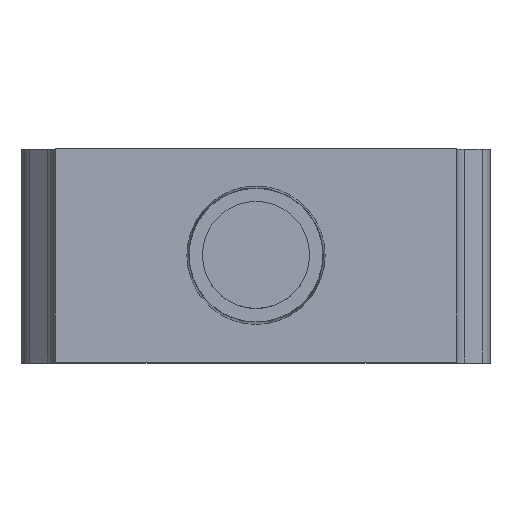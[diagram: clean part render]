
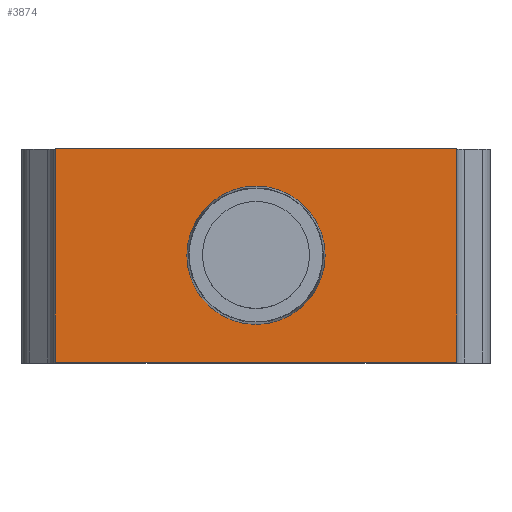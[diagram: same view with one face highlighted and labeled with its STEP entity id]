
A CAD part, top view. The second image highlights one B-rep face of the part: STEP entity #3874.
In plain terms, the highlighted face is planar.
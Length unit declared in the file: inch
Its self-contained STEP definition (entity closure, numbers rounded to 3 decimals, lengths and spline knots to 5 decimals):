
#5 = DIRECTION ( 'NONE',  ( -1., 0., 0. ) ) ;
#144 = CARTESIAN_POINT ( 'NONE',  ( 0., 0., 0. ) ) ;
#217 = ORIENTED_EDGE ( 'NONE', *, *, #2623, .F. ) ;
#270 = DIRECTION ( 'NONE',  ( 0., 1., 0. ) ) ;
#334 = DIRECTION ( 'NONE',  ( -1., 0., 0. ) ) ;
#346 = ORIENTED_EDGE ( 'NONE', *, *, #1535, .T. ) ;
#547 = VECTOR ( 'NONE', #3243, 39.37008 ) ;
#550 = EDGE_LOOP ( 'NONE', ( #346 ) ) ;
#599 = AXIS2_PLACEMENT_3D ( 'NONE', #2102, #270, #3345 ) ;
#616 = FACE_OUTER_BOUND ( 'NONE', #2413, .T. ) ;
#719 = VERTEX_POINT ( 'NONE', #2766 ) ;
#755 = LINE ( 'NONE', #2002, #547 ) ;
#795 = CIRCLE ( 'NONE', #599, 0.20359 ) ;
#839 = VECTOR ( 'NONE', #334, 39.37008 ) ;
#910 = DIRECTION ( 'NONE',  ( 0., 0., 1. ) ) ;
#1069 = VECTOR ( 'NONE', #910, 39.37008 ) ;
#1142 = VERTEX_POINT ( 'NONE', #3357 ) ;
#1277 = VERTEX_POINT ( 'NONE', #2819 ) ;
#1353 = VERTEX_POINT ( 'NONE', #144 ) ;
#1356 = CARTESIAN_POINT ( 'NONE',  ( 0., 0., -0.57087 ) ) ;
#1399 = EDGE_CURVE ( 'NONE', #719, #1353, #1969, .T. ) ;
#1443 = ORIENTED_EDGE ( 'NONE', *, *, #2265, .T. ) ;
#1535 = EDGE_CURVE ( 'NONE', #2046, #2046, #795, .T. ) ;
#1827 = VECTOR ( 'NONE', #2611, 39.37008 ) ;
#1928 = LINE ( 'NONE', #3702, #1069 ) ;
#1969 = LINE ( 'NONE', #1356, #1827 ) ;
#2002 = CARTESIAN_POINT ( 'NONE',  ( -1.27953, 0., -0.62992 ) ) ;
#2046 = VERTEX_POINT ( 'NONE', #3287 ) ;
#2102 = CARTESIAN_POINT ( 'NONE',  ( -0.59055, 0., -0.31496 ) ) ;
#2143 = LINE ( 'NONE', #2742, #839 ) ;
#2265 = EDGE_CURVE ( 'NONE', #1353, #1142, #2143, .T. ) ;
#2413 = EDGE_LOOP ( 'NONE', ( #217, #2618, #3462, #1443 ) ) ;
#2514 = FACE_BOUND ( 'NONE', #550, .T. ) ;
#2611 = DIRECTION ( 'NONE',  ( 0., 0., 1. ) ) ;
#2618 = ORIENTED_EDGE ( 'NONE', *, *, #3809, .F. ) ;
#2623 = EDGE_CURVE ( 'NONE', #1277, #1142, #1928, .T. ) ;
#2742 = CARTESIAN_POINT ( 'NONE',  ( 0., 0., 0. ) ) ;
#2766 = CARTESIAN_POINT ( 'NONE',  ( 0., 0., -0.62992 ) ) ;
#2778 = PLANE ( 'NONE',  #3448 ) ;
#2817 = DIRECTION ( 'NONE',  ( 0., -1., 0. ) ) ;
#2819 = CARTESIAN_POINT ( 'NONE',  ( -1.1811, 0., -0.62992 ) ) ;
#3243 = DIRECTION ( 'NONE',  ( -1., 0., 0. ) ) ;
#3287 = CARTESIAN_POINT ( 'NONE',  ( -0.38696, 0., -0.31496 ) ) ;
#3345 = DIRECTION ( 'NONE',  ( 1., 0., 0. ) ) ;
#3357 = CARTESIAN_POINT ( 'NONE',  ( -1.1811, 0., 0. ) ) ;
#3448 = AXIS2_PLACEMENT_3D ( 'NONE', #3756, #2817, #5 ) ;
#3462 = ORIENTED_EDGE ( 'NONE', *, *, #1399, .T. ) ;
#3702 = CARTESIAN_POINT ( 'NONE',  ( -1.1811, 0., -0.62992 ) ) ;
#3756 = CARTESIAN_POINT ( 'NONE',  ( 0., 0., -0.57087 ) ) ;
#3809 = EDGE_CURVE ( 'NONE', #719, #1277, #755, .T. ) ;
#3874 = ADVANCED_FACE ( 'NONE', ( #2514, #616 ), #2778, .T. ) ;
